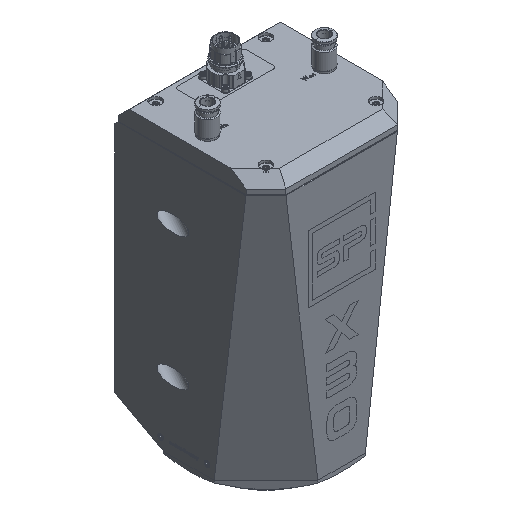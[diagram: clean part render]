
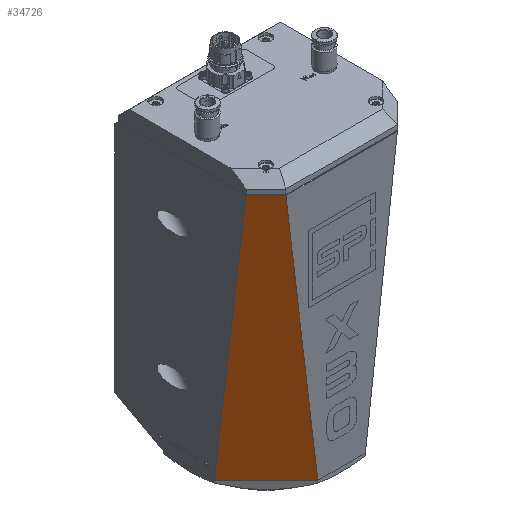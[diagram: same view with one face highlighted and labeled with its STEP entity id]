
A CAD part, isometric view. The second image highlights one B-rep face of the part: STEP entity #34726.
In plain terms, the highlighted planar face has unit normal (-0.705, -0.705, -0.086).
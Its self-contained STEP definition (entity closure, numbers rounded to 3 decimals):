
#5113 = ORIENTED_EDGE ( 'NONE', *, *, #38607, .T. ) ;
#7340 = VECTOR ( 'NONE', #145673, 1000. ) ;
#16461 = LINE ( 'NONE', #228446, #81769 ) ;
#22372 = VECTOR ( 'NONE', #43954, 1000. ) ;
#26285 = DIRECTION ( 'NONE',  ( 0.707, -0.707, 0. ) ) ;
#34726 = ADVANCED_FACE ( 'NONE', ( #137661 ), #157029, .F. ) ;
#36916 = LINE ( 'NONE', #103007, #7340 ) ;
#38607 = EDGE_CURVE ( 'NONE', #127480, #80143, #16461, .T. ) ;
#43954 = DIRECTION ( 'NONE',  ( 0., -0.121, 0.993 ) ) ;
#55887 = CARTESIAN_POINT ( 'NONE',  ( -42.213, -57., 231.795 ) ) ;
#57139 = VERTEX_POINT ( 'NONE', #67369 ) ;
#67369 = CARTESIAN_POINT ( 'NONE',  ( -41.959, -57., 229.7 ) ) ;
#70073 = VERTEX_POINT ( 'NONE', #125026 ) ;
#72329 = EDGE_CURVE ( 'NONE', #70073, #127480, #36916, .T. ) ;
#73643 = VECTOR ( 'NONE', #265206, 1000. ) ;
#75157 = LINE ( 'NONE', #55887, #73643 ) ;
#80143 = VERTEX_POINT ( 'NONE', #242763 ) ;
#81769 = VECTOR ( 'NONE', #85224, 1000. ) ;
#85224 = DIRECTION ( 'NONE',  ( -0.554, 0.621, -0.554 ) ) ;
#85293 = CARTESIAN_POINT ( 'NONE',  ( -57., -40.557, 218.154 ) ) ;
#85333 = ORIENTED_EDGE ( 'NONE', *, *, #108908, .F. ) ;
#96299 = EDGE_CURVE ( 'NONE', #57139, #70073, #144628, .T. ) ;
#103007 = CARTESIAN_POINT ( 'NONE',  ( -106.479, 7.521, 229.701 ) ) ;
#103358 = CARTESIAN_POINT ( 'NONE',  ( -25.967, -71.26, 215.44 ) ) ;
#104872 = VECTOR ( 'NONE', #271318, 1000. ) ;
#108653 = LINE ( 'NONE', #85293, #22372 ) ;
#108908 = EDGE_CURVE ( 'NONE', #193373, #80143, #108653, .T. ) ;
#111310 = CARTESIAN_POINT ( 'NONE',  ( -57., -17.953, 32. ) ) ;
#123301 = VERTEX_POINT ( 'NONE', #144623 ) ;
#125026 = CARTESIAN_POINT ( 'NONE',  ( -41.96, -56.999, 229.701 ) ) ;
#127480 = VERTEX_POINT ( 'NONE', #202632 ) ;
#130946 = LINE ( 'NONE', #214992, #148615 ) ;
#137661 = FACE_OUTER_BOUND ( 'NONE', #230711, .T. ) ;
#139940 = EDGE_CURVE ( 'NONE', #57139, #123301, #75157, .T. ) ;
#144623 = CARTESIAN_POINT ( 'NONE',  ( -17.953, -57., 32. ) ) ;
#144628 = LINE ( 'NONE', #103358, #104872 ) ;
#145673 = DIRECTION ( 'NONE',  ( -0.707, 0.707, 0. ) ) ;
#148615 = VECTOR ( 'NONE', #26285, 1000. ) ;
#152978 = EDGE_CURVE ( 'NONE', #193373, #123301, #130946, .T. ) ;
#154834 = AXIS2_PLACEMENT_3D ( 'NONE', #179112, #158361, #177716 ) ;
#157029 = PLANE ( 'NONE',  #154834 ) ;
#158361 = DIRECTION ( 'NONE',  ( 0.705, 0.705, 0.086 ) ) ;
#177716 = DIRECTION ( 'NONE',  ( -0.707, 0.707, 0. ) ) ;
#179112 = CARTESIAN_POINT ( 'NONE',  ( -94.477, 19.523, 32. ) ) ;
#192875 = ORIENTED_EDGE ( 'NONE', *, *, #139940, .F. ) ;
#193373 = VERTEX_POINT ( 'NONE', #111310 ) ;
#198659 = ORIENTED_EDGE ( 'NONE', *, *, #96299, .T. ) ;
#202632 = CARTESIAN_POINT ( 'NONE',  ( -56.999, -41.96, 229.701 ) ) ;
#214992 = CARTESIAN_POINT ( 'NONE',  ( -94.477, 19.523, 32. ) ) ;
#228446 = CARTESIAN_POINT ( 'NONE',  ( -71.26, -25.967, 215.44 ) ) ;
#230711 = EDGE_LOOP ( 'NONE', ( #248047, #5113, #85333, #263619, #192875, #198659 ) ) ;
#242763 = CARTESIAN_POINT ( 'NONE',  ( -57., -41.959, 229.7 ) ) ;
#248047 = ORIENTED_EDGE ( 'NONE', *, *, #72329, .T. ) ;
#263619 = ORIENTED_EDGE ( 'NONE', *, *, #152978, .T. ) ;
#265206 = DIRECTION ( 'NONE',  ( 0.121, 0., -0.993 ) ) ;
#271318 = DIRECTION ( 'NONE',  ( -0.621, 0.554, 0.554 ) ) ;
